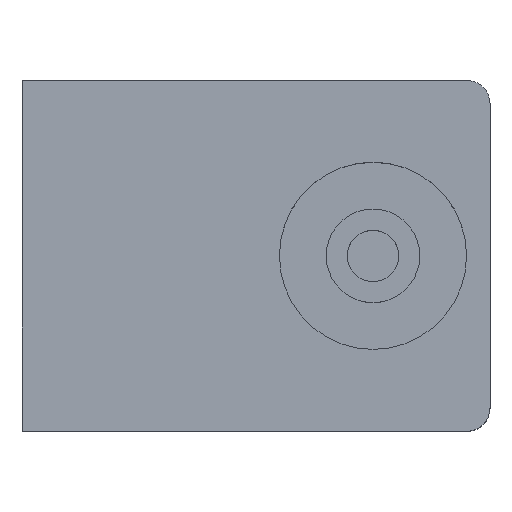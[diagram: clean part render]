
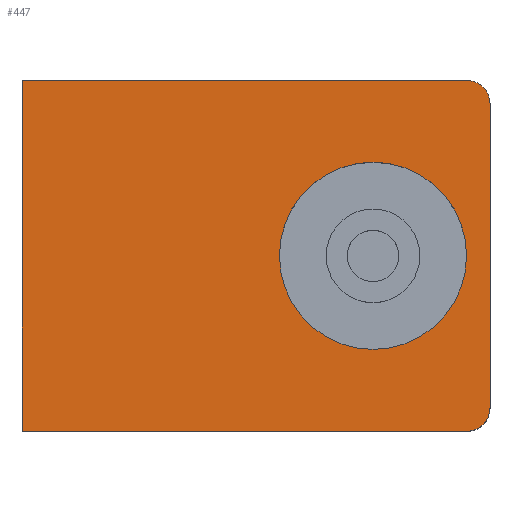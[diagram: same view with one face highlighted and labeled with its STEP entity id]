
A CAD part, top view. The second image highlights one B-rep face of the part: STEP entity #447.
In plain terms, the highlighted planar face has unit normal (0, 0, 1).
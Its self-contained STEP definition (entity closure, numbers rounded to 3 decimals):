
#24=FACE_BOUND('',#106,.T.);
#42=PLANE('',#506);
#69=FACE_OUTER_BOUND('',#105,.T.);
#105=EDGE_LOOP('',(#405,#406,#407,#408,#409,#410));
#106=EDGE_LOOP('',(#411));
#111=LINE('',#653,#150);
#142=LINE('',#754,#181);
#144=LINE('',#757,#183);
#145=LINE('',#759,#184);
#150=VECTOR('',#521,10.);
#181=VECTOR('',#628,10.);
#183=VECTOR('',#632,10.);
#184=VECTOR('',#635,10.);
#185=CIRCLE('',#463,2.);
#190=CIRCLE('',#471,2.);
#202=CIRCLE('',#502,8.);
#203=VERTEX_POINT('',#640);
#204=VERTEX_POINT('',#641);
#208=VERTEX_POINT('',#651);
#220=VERTEX_POINT('',#679);
#238=VERTEX_POINT('',#747);
#239=VERTEX_POINT('',#751);
#240=VERTEX_POINT('',#753);
#241=EDGE_CURVE('',#203,#204,#185,.T.);
#247=EDGE_CURVE('',#203,#208,#111,.T.);
#260=EDGE_CURVE('',#220,#208,#190,.T.);
#291=EDGE_CURVE('',#238,#238,#202,.T.);
#294=EDGE_CURVE('',#240,#239,#142,.T.);
#296=EDGE_CURVE('',#220,#240,#144,.T.);
#297=EDGE_CURVE('',#239,#204,#145,.T.);
#405=ORIENTED_EDGE('',*,*,#241,.F.);
#406=ORIENTED_EDGE('',*,*,#247,.T.);
#407=ORIENTED_EDGE('',*,*,#260,.F.);
#408=ORIENTED_EDGE('',*,*,#296,.T.);
#409=ORIENTED_EDGE('',*,*,#294,.T.);
#410=ORIENTED_EDGE('',*,*,#297,.T.);
#411=ORIENTED_EDGE('',*,*,#291,.T.);
#447=ADVANCED_FACE('',(#69,#24),#42,.T.);
#463=AXIS2_PLACEMENT_3D('',#642,#511,#512);
#471=AXIS2_PLACEMENT_3D('',#680,#541,#542);
#502=AXIS2_PLACEMENT_3D('',#748,#622,#623);
#506=AXIS2_PLACEMENT_3D('',#760,#636,#637);
#511=DIRECTION('center_axis',(0.,0.,-1.));
#512=DIRECTION('ref_axis',(0.707,-0.707,0.));
#521=DIRECTION('',(0.,1.,0.));
#541=DIRECTION('center_axis',(0.,0.,-1.));
#542=DIRECTION('ref_axis',(0.707,0.707,0.));
#622=DIRECTION('center_axis',(0.,0.,-1.));
#623=DIRECTION('ref_axis',(1.,0.,0.));
#628=DIRECTION('',(0.,-1.,0.));
#632=DIRECTION('',(-1.,0.,0.));
#635=DIRECTION('',(1.,0.,0.));
#636=DIRECTION('center_axis',(0.,0.,1.));
#637=DIRECTION('ref_axis',(1.,0.,0.));
#640=CARTESIAN_POINT('',(40.,-28.,20.));
#641=CARTESIAN_POINT('',(38.,-30.,20.));
#642=CARTESIAN_POINT('Origin',(38.,-28.,20.));
#651=CARTESIAN_POINT('',(40.,-2.,20.));
#653=CARTESIAN_POINT('',(40.,0.,20.));
#679=CARTESIAN_POINT('',(38.,0.,20.));
#680=CARTESIAN_POINT('Origin',(38.,-2.,20.));
#747=CARTESIAN_POINT('',(22.,-15.,20.));
#748=CARTESIAN_POINT('Origin',(30.,-15.,20.));
#751=CARTESIAN_POINT('',(0.,-30.,20.));
#753=CARTESIAN_POINT('',(0.,0.,20.));
#754=CARTESIAN_POINT('',(0.,-30.,20.));
#757=CARTESIAN_POINT('',(0.,0.,20.));
#759=CARTESIAN_POINT('',(40.,-30.,20.));
#760=CARTESIAN_POINT('Origin',(20.,-15.,20.));
